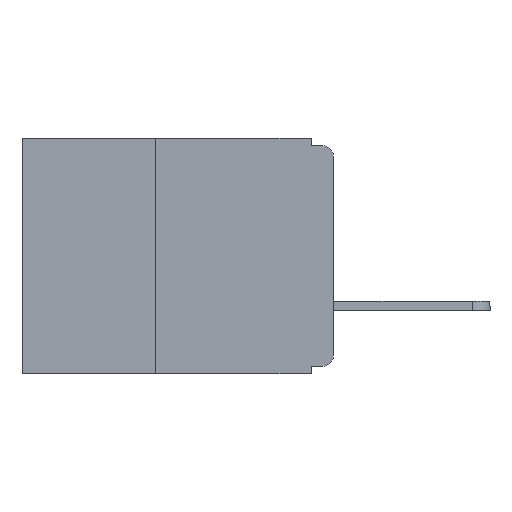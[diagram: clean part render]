
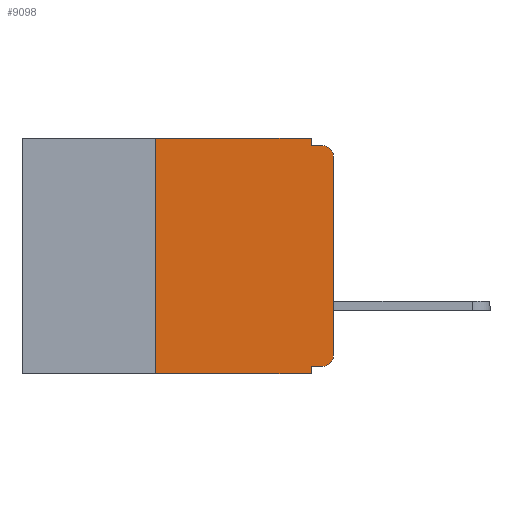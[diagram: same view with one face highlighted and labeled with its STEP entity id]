
A CAD part, left-side view. The second image highlights one B-rep face of the part: STEP entity #9098.
In plain terms, the highlighted planar face has unit normal (-1, 0, 0).
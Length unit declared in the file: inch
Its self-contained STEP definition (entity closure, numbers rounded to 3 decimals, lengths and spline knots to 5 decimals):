
#126 = VERTEX_POINT ( 'NONE', #14589 ) ;
#368 = VECTOR ( 'NONE', #12907, 39.37008 ) ;
#392 = CARTESIAN_POINT ( 'NONE',  ( 0., 0.015, -0.32 ) ) ;
#432 = LINE ( 'NONE', #13555, #368 ) ;
#597 = EDGE_CURVE ( 'NONE', #993, #2491, #10096, .T. ) ;
#737 = DIRECTION ( 'NONE',  ( 0., 0., -1. ) ) ;
#848 = VERTEX_POINT ( 'NONE', #6447 ) ;
#966 = ORIENTED_EDGE ( 'NONE', *, *, #8504, .F. ) ;
#993 = VERTEX_POINT ( 'NONE', #392 ) ;
#1404 = CARTESIAN_POINT ( 'NONE',  ( 0., 0., -0.305 ) ) ;
#1441 = ORIENTED_EDGE ( 'NONE', *, *, #5628, .F. ) ;
#1475 = EDGE_LOOP ( 'NONE', ( #7728, #8691, #17757, #1903, #966, #1441, #5384, #6717, #2454, #4230 ) ) ;
#1507 = VECTOR ( 'NONE', #737, 39.37008 ) ;
#1547 = LINE ( 'NONE', #2208, #1507 ) ;
#1856 = VECTOR ( 'NONE', #14714, 39.37008 ) ;
#1903 = ORIENTED_EDGE ( 'NONE', *, *, #2400, .F. ) ;
#2147 = VERTEX_POINT ( 'NONE', #3138 ) ;
#2208 = CARTESIAN_POINT ( 'NONE',  ( 0., 0.031, 0. ) ) ;
#2249 = VERTEX_POINT ( 'NONE', #2800 ) ;
#2400 = EDGE_CURVE ( 'NONE', #2147, #2249, #1547, .T. ) ;
#2454 = ORIENTED_EDGE ( 'NONE', *, *, #8372, .F. ) ;
#2491 = VERTEX_POINT ( 'NONE', #1404 ) ;
#2545 = LINE ( 'NONE', #14754, #1856 ) ;
#2665 = LINE ( 'NONE', #17120, #2764 ) ;
#2764 = VECTOR ( 'NONE', #17106, 39.37008 ) ;
#2800 = CARTESIAN_POINT ( 'NONE',  ( 0., 0.031, -0.01 ) ) ;
#3138 = CARTESIAN_POINT ( 'NONE',  ( 0., 0.031, 0. ) ) ;
#3703 = CARTESIAN_POINT ( 'NONE',  ( 0., 0.25, -0.33 ) ) ;
#4230 = ORIENTED_EDGE ( 'NONE', *, *, #597, .T. ) ;
#4403 = EDGE_CURVE ( 'NONE', #15608, #4885, #6227, .T. ) ;
#4514 = VERTEX_POINT ( 'NONE', #3703 ) ;
#4885 = VERTEX_POINT ( 'NONE', #16216 ) ;
#4936 = EDGE_CURVE ( 'NONE', #4514, #4885, #432, .T. ) ;
#5384 = ORIENTED_EDGE ( 'NONE', *, *, #4936, .T. ) ;
#5468 = AXIS2_PLACEMENT_3D ( 'NONE', #17916, #17887, #17873 ) ;
#5628 = EDGE_CURVE ( 'NONE', #4514, #848, #10977, .T. ) ;
#5924 = CARTESIAN_POINT ( 'NONE',  ( 0., 0., 0. ) ) ;
#5950 = DIRECTION ( 'NONE',  ( 0., 0., 1. ) ) ;
#6227 = LINE ( 'NONE', #7013, #6662 ) ;
#6447 = CARTESIAN_POINT ( 'NONE',  ( 0., 0.25, 0. ) ) ;
#6662 = VECTOR ( 'NONE', #6859, 39.37008 ) ;
#6717 = ORIENTED_EDGE ( 'NONE', *, *, #4403, .F. ) ;
#6859 = DIRECTION ( 'NONE',  ( 0., 0., -1. ) ) ;
#7013 = CARTESIAN_POINT ( 'NONE',  ( 0., 0.031, -0.33 ) ) ;
#7728 = ORIENTED_EDGE ( 'NONE', *, *, #17054, .T. ) ;
#8372 = EDGE_CURVE ( 'NONE', #993, #15608, #2665, .T. ) ;
#8504 = EDGE_CURVE ( 'NONE', #848, #2147, #2545, .T. ) ;
#8691 = ORIENTED_EDGE ( 'NONE', *, *, #17281, .T. ) ;
#9098 = ADVANCED_FACE ( 'NONE', ( #17002 ), #18221, .F. ) ;
#9678 = AXIS2_PLACEMENT_3D ( 'NONE', #15345, #16271, #16637 ) ;
#10096 = CIRCLE ( 'NONE', #9678, 0.015 ) ;
#10175 = LINE ( 'NONE', #14590, #10229 ) ;
#10229 = VECTOR ( 'NONE', #15016, 39.37008 ) ;
#10292 = AXIS2_PLACEMENT_3D ( 'NONE', #18405, #18364, #18313 ) ;
#10702 = EDGE_CURVE ( 'NONE', #2249, #16601, #10175, .T. ) ;
#10977 = LINE ( 'NONE', #18292, #18346 ) ;
#12128 = CIRCLE ( 'NONE', #10292, 0.015 ) ;
#12483 = CARTESIAN_POINT ( 'NONE',  ( 0., 0.031, -0.32 ) ) ;
#12907 = DIRECTION ( 'NONE',  ( 0., -1., 0. ) ) ;
#13555 = CARTESIAN_POINT ( 'NONE',  ( 0., 0.437, -0.33 ) ) ;
#14023 = VECTOR ( 'NONE', #5950, 39.37008 ) ;
#14589 = CARTESIAN_POINT ( 'NONE',  ( 0., 0., -0.025 ) ) ;
#14590 = CARTESIAN_POINT ( 'NONE',  ( 0., 0., -0.01 ) ) ;
#14714 = DIRECTION ( 'NONE',  ( 0., -1., 0. ) ) ;
#14754 = CARTESIAN_POINT ( 'NONE',  ( 0., 0.437, 0. ) ) ;
#14808 = LINE ( 'NONE', #5924, #14023 ) ;
#15016 = DIRECTION ( 'NONE',  ( 0., -1., 0. ) ) ;
#15120 = CARTESIAN_POINT ( 'NONE',  ( 0., 0.015, -0.01 ) ) ;
#15345 = CARTESIAN_POINT ( 'NONE',  ( 0., 0.015, -0.305 ) ) ;
#15608 = VERTEX_POINT ( 'NONE', #12483 ) ;
#16216 = CARTESIAN_POINT ( 'NONE',  ( 0., 0.031, -0.33 ) ) ;
#16271 = DIRECTION ( 'NONE',  ( -1., 0., 0. ) ) ;
#16601 = VERTEX_POINT ( 'NONE', #15120 ) ;
#16637 = DIRECTION ( 'NONE',  ( 0., 0., -1. ) ) ;
#17002 = FACE_OUTER_BOUND ( 'NONE', #1475, .T. ) ;
#17054 = EDGE_CURVE ( 'NONE', #2491, #126, #14808, .T. ) ;
#17106 = DIRECTION ( 'NONE',  ( 0., 1., 0. ) ) ;
#17120 = CARTESIAN_POINT ( 'NONE',  ( 0., 0., -0.32 ) ) ;
#17281 = EDGE_CURVE ( 'NONE', #126, #16601, #12128, .T. ) ;
#17757 = ORIENTED_EDGE ( 'NONE', *, *, #10702, .F. ) ;
#17861 = DIRECTION ( 'NONE',  ( 0., 0., 1. ) ) ;
#17873 = DIRECTION ( 'NONE',  ( 0., 0., -1. ) ) ;
#17887 = DIRECTION ( 'NONE',  ( 1., 0., 0. ) ) ;
#17916 = CARTESIAN_POINT ( 'NONE',  ( 0., 0.437, 0. ) ) ;
#18221 = PLANE ( 'NONE',  #5468 ) ;
#18292 = CARTESIAN_POINT ( 'NONE',  ( 0., 0.25, -0.33 ) ) ;
#18313 = DIRECTION ( 'NONE',  ( 0., 0., -1. ) ) ;
#18346 = VECTOR ( 'NONE', #17861, 39.37008 ) ;
#18364 = DIRECTION ( 'NONE',  ( -1., 0., 0. ) ) ;
#18405 = CARTESIAN_POINT ( 'NONE',  ( 0., 0.015, -0.025 ) ) ;
